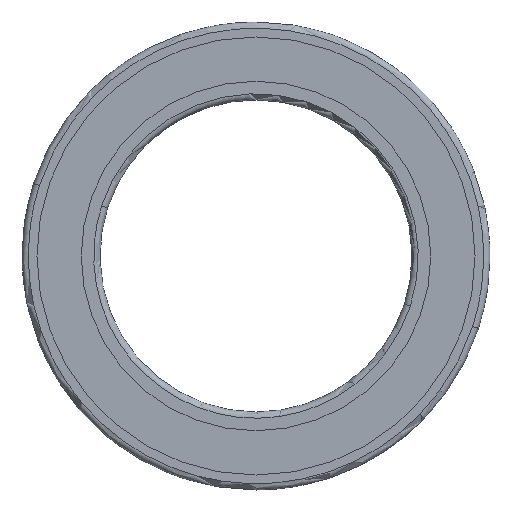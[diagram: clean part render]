
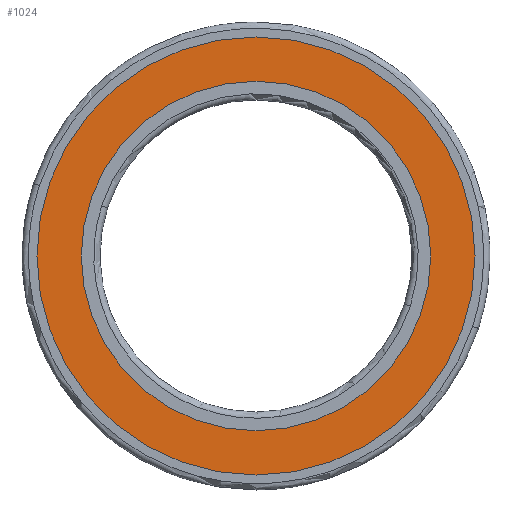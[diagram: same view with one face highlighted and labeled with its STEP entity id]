
A CAD part, left-side view. The second image highlights one B-rep face of the part: STEP entity #1024.
In plain terms, the highlighted planar face has unit normal (-1, 0, 0).
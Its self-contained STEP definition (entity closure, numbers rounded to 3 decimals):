
#39 = DIRECTION ( 'NONE',  ( 0., 0., -1. ) ) ;
#75 = ORIENTED_EDGE ( 'NONE', *, *, #1166, .T. ) ;
#160 = CARTESIAN_POINT ( 'NONE',  ( 0.2, 0., 7.02 ) ) ;
#180 = PLANE ( 'NONE',  #1243 ) ;
#181 = VERTEX_POINT ( 'NONE', #160 ) ;
#199 = DIRECTION ( 'NONE',  ( -1., 0., 0. ) ) ;
#240 = VERTEX_POINT ( 'NONE', #984 ) ;
#268 = CARTESIAN_POINT ( 'NONE',  ( 0.2, 0., 5.6 ) ) ;
#270 = FACE_OUTER_BOUND ( 'NONE', #946, .T. ) ;
#308 = DIRECTION ( 'NONE',  ( 1., 0., 0. ) ) ;
#370 = ORIENTED_EDGE ( 'NONE', *, *, #804, .F. ) ;
#404 = CIRCLE ( 'NONE', #1000, 7.02 ) ;
#451 = EDGE_LOOP ( 'NONE', ( #75, #679 ) ) ;
#504 = CARTESIAN_POINT ( 'NONE',  ( 0.2, 0., 0. ) ) ;
#584 = EDGE_CURVE ( 'NONE', #1200, #710, #868, .T. ) ;
#617 = AXIS2_PLACEMENT_3D ( 'NONE', #1167, #813, #1201 ) ;
#674 = DIRECTION ( 'NONE',  ( 1., 0., 0. ) ) ;
#676 = CARTESIAN_POINT ( 'NONE',  ( 0.2, 0., 0. ) ) ;
#679 = ORIENTED_EDGE ( 'NONE', *, *, #584, .T. ) ;
#680 = AXIS2_PLACEMENT_3D ( 'NONE', #504, #912, #39 ) ;
#710 = VERTEX_POINT ( 'NONE', #1220 ) ;
#716 = AXIS2_PLACEMENT_3D ( 'NONE', #676, #308, #997 ) ;
#785 = CIRCLE ( 'NONE', #716, 7.02 ) ;
#804 = EDGE_CURVE ( 'NONE', #240, #181, #785, .T. ) ;
#813 = DIRECTION ( 'NONE',  ( 1., 0., 0. ) ) ;
#868 = CIRCLE ( 'NONE', #617, 5.6 ) ;
#888 = DIRECTION ( 'NONE',  ( 0., 0., 1. ) ) ;
#906 = DIRECTION ( 'NONE',  ( 0., 0., -1. ) ) ;
#912 = DIRECTION ( 'NONE',  ( 1., 0., 0. ) ) ;
#946 = EDGE_LOOP ( 'NONE', ( #1067, #370 ) ) ;
#984 = CARTESIAN_POINT ( 'NONE',  ( 0.2, 0., -7.02 ) ) ;
#985 = CARTESIAN_POINT ( 'NONE',  ( 0.2, 7.02, 0. ) ) ;
#997 = DIRECTION ( 'NONE',  ( 0., 0., -1. ) ) ;
#1000 = AXIS2_PLACEMENT_3D ( 'NONE', #1169, #674, #906 ) ;
#1024 = ADVANCED_FACE ( 'NONE', ( #1147, #270 ), #180, .T. ) ;
#1067 = ORIENTED_EDGE ( 'NONE', *, *, #1076, .F. ) ;
#1076 = EDGE_CURVE ( 'NONE', #181, #240, #404, .T. ) ;
#1147 = FACE_BOUND ( 'NONE', #451, .T. ) ;
#1166 = EDGE_CURVE ( 'NONE', #710, #1200, #1245, .T. ) ;
#1167 = CARTESIAN_POINT ( 'NONE',  ( 0.2, 0., 0. ) ) ;
#1169 = CARTESIAN_POINT ( 'NONE',  ( 0.2, 0., 0. ) ) ;
#1200 = VERTEX_POINT ( 'NONE', #268 ) ;
#1201 = DIRECTION ( 'NONE',  ( 0., 0., -1. ) ) ;
#1220 = CARTESIAN_POINT ( 'NONE',  ( 0.2, 0., -5.6 ) ) ;
#1243 = AXIS2_PLACEMENT_3D ( 'NONE', #985, #199, #888 ) ;
#1245 = CIRCLE ( 'NONE', #680, 5.6 ) ;
